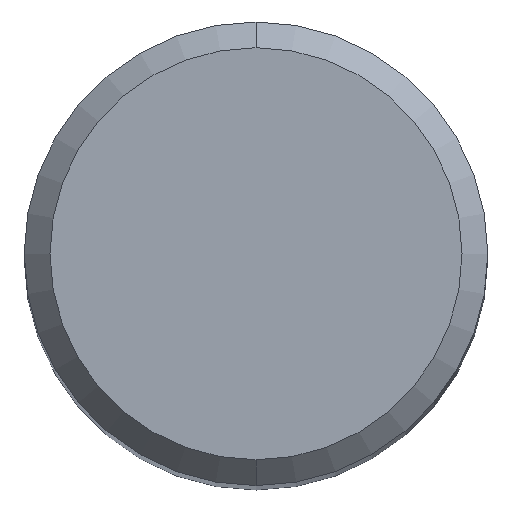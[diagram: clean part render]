
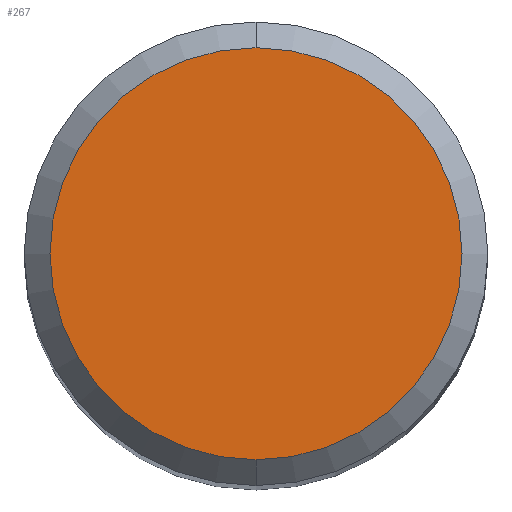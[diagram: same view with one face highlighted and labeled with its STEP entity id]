
A CAD part, top view. The second image highlights one B-rep face of the part: STEP entity #267.
In plain terms, the highlighted planar face has unit normal (0, 0, 1).
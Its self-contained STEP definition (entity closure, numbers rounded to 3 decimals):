
#189=VERTEX_POINT('',#481);
#267=ADVANCED_FACE('',(#568),#569,.T.);
#337=EDGE_CURVE('',#421,#189,#645,.T.);
#395=EDGE_CURVE('',#189,#421,#709,.T.);
#421=VERTEX_POINT('',#739);
#481=CARTESIAN_POINT('',(0.0,4.0,48.567));
#568=FACE_OUTER_BOUND('',#1057,.T.);
#569=PLANE('',#1058);
#645=CIRCLE('',#1232,4.0);
#709=CIRCLE('',#1341,4.0);
#739=CARTESIAN_POINT('',(0.,-4.0,48.567));
#1057=EDGE_LOOP('',(#1540,#1541));
#1058=AXIS2_PLACEMENT_3D('',#1542,#1543,#1544);
#1232=AXIS2_PLACEMENT_3D('',#1617,#1618,#1619);
#1341=AXIS2_PLACEMENT_3D('',#1693,#1694,#1695);
#1540=ORIENTED_EDGE('',*,*,#395,.F.);
#1541=ORIENTED_EDGE('',*,*,#337,.F.);
#1542=CARTESIAN_POINT('',(0.0,2.0,48.567));
#1543=DIRECTION('',(-0.0,0.0,1.0));
#1544=DIRECTION('',(0.0,-1.0,0.0));
#1617=CARTESIAN_POINT('',(0.0,0.0,48.567));
#1618=DIRECTION('',(0.0,0.0,-1.0));
#1619=DIRECTION('',(0.0,1.0,0.0));
#1693=CARTESIAN_POINT('',(0.0,0.0,48.567));
#1694=DIRECTION('',(0.0,0.0,-1.0));
#1695=DIRECTION('',(0.0,1.0,0.0));
